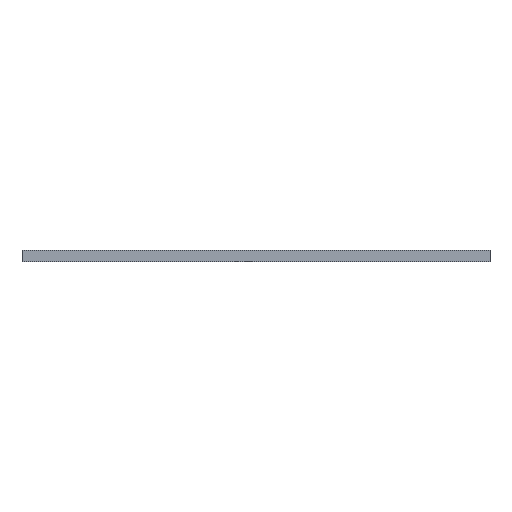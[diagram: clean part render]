
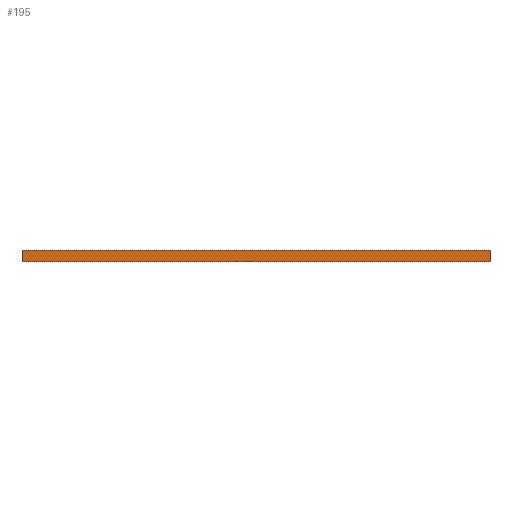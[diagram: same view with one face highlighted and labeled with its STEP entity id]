
A CAD part, front view. The second image highlights one B-rep face of the part: STEP entity #195.
In plain terms, the highlighted planar face has unit normal (0, -1, 0).
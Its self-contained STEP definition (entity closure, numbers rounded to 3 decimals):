
#4 = VECTOR ( 'NONE', #882, 1000. ) ;
#49 = LINE ( 'NONE', #977, #692 ) ;
#66 = EDGE_CURVE ( 'NONE', #475, #1479, #49, .T. ) ;
#110 = CARTESIAN_POINT ( 'NONE',  ( -50., -10., 4. ) ) ;
#195 = ADVANCED_FACE ( 'NONE', ( #1267 ), #244, .F. ) ;
#203 = VERTEX_POINT ( 'NONE', #1654 ) ;
#217 = DIRECTION ( 'NONE',  ( 0., 1., 0. ) ) ;
#244 = PLANE ( 'NONE',  #1286 ) ;
#264 = EDGE_CURVE ( 'NONE', #203, #1479, #1401, .T. ) ;
#324 = ORIENTED_EDGE ( 'NONE', *, *, #66, .T. ) ;
#332 = EDGE_CURVE ( 'NONE', #1311, #203, #1185, .T. ) ;
#345 = CARTESIAN_POINT ( 'NONE',  ( -80., -10., 4. ) ) ;
#351 = CARTESIAN_POINT ( 'NONE',  ( 80., -10., 4. ) ) ;
#407 = ORIENTED_EDGE ( 'NONE', *, *, #806, .T. ) ;
#475 = VERTEX_POINT ( 'NONE', #1472 ) ;
#508 = EDGE_LOOP ( 'NONE', ( #324, #1015, #990, #407 ) ) ;
#538 = DIRECTION ( 'NONE',  ( 1., 0., 0. ) ) ;
#620 = CARTESIAN_POINT ( 'NONE',  ( -80., -10., 4. ) ) ;
#627 = DIRECTION ( 'NONE',  ( 0., 0., -1. ) ) ;
#692 = VECTOR ( 'NONE', #827, 1000. ) ;
#806 = EDGE_CURVE ( 'NONE', #1311, #475, #1394, .T. ) ;
#827 = DIRECTION ( 'NONE',  ( 1., 0., 0. ) ) ;
#882 = DIRECTION ( 'NONE',  ( 0., 0., -1. ) ) ;
#977 = CARTESIAN_POINT ( 'NONE',  ( -50., -10., 0. ) ) ;
#990 = ORIENTED_EDGE ( 'NONE', *, *, #332, .F. ) ;
#1015 = ORIENTED_EDGE ( 'NONE', *, *, #264, .F. ) ;
#1022 = VECTOR ( 'NONE', #627, 1000. ) ;
#1028 = DIRECTION ( 'NONE',  ( -1., 0., 0. ) ) ;
#1065 = CARTESIAN_POINT ( 'NONE',  ( 80., -10., 0. ) ) ;
#1185 = LINE ( 'NONE', #1193, #1534 ) ;
#1193 = CARTESIAN_POINT ( 'NONE',  ( 50., -10., 4. ) ) ;
#1267 = FACE_OUTER_BOUND ( 'NONE', #508, .T. ) ;
#1286 = AXIS2_PLACEMENT_3D ( 'NONE', #110, #217, #1028 ) ;
#1311 = VERTEX_POINT ( 'NONE', #345 ) ;
#1394 = LINE ( 'NONE', #620, #1022 ) ;
#1401 = LINE ( 'NONE', #351, #4 ) ;
#1472 = CARTESIAN_POINT ( 'NONE',  ( -80., -10., 0. ) ) ;
#1479 = VERTEX_POINT ( 'NONE', #1065 ) ;
#1534 = VECTOR ( 'NONE', #538, 1000. ) ;
#1654 = CARTESIAN_POINT ( 'NONE',  ( 80., -10., 4. ) ) ;
